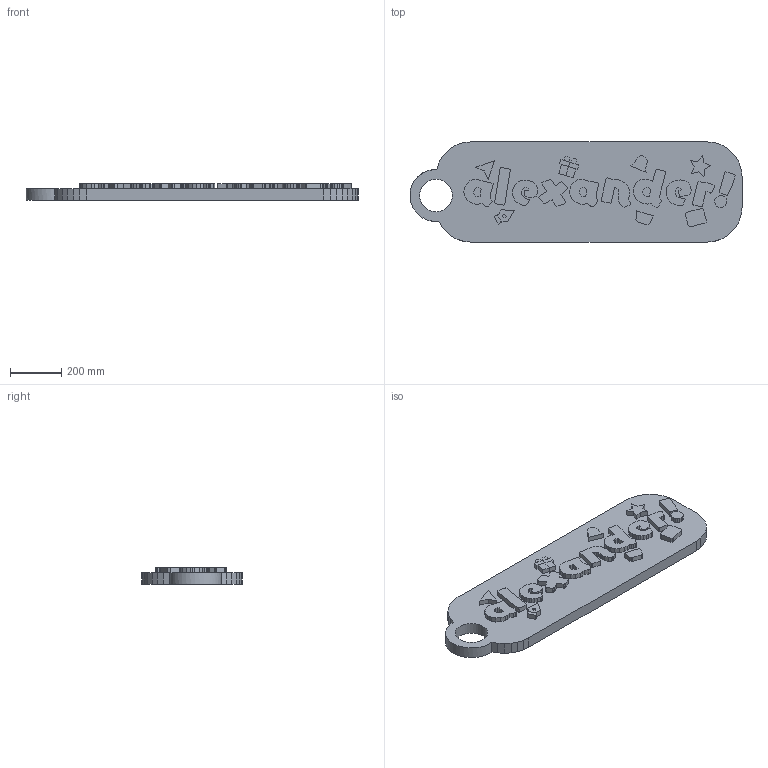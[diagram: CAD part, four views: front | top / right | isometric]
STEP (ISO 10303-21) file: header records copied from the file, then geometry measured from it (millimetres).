
FILE_DESCRIPTION(/* description */ ('STEP AP242 Edition 2','CAx-IF Rec.Pracs.---Representation and Presentation of Product Manufacturing Information (PMI)---4.0---2014-10-13','CAx-IF Rec.Pracs.---3D Tessellated Geometry---0.4---2014-09-14','2;1','CAx-IF Rec.Pracs.---User Defined Attributes---1.5---2016-08-15'),/* implementation_level */ '2;1');
FILE_NAME(/* name */ '6940c1cfc49a58a43ee8cb3c',/* time_stamp */ '2025-12-16T02:20:00Z',/* author */ (''),/* organization */ (''),/* preprocessor_version */ 'ST-DEVELOPER v20',/* originating_system */ 'ONSHAPE BY PTC INC, 1.208',/* authorisation */ ' ');
FILE_SCHEMA (('AP242_MANAGED_MODEL_BASED_3D_ENGINEERING_MIM_LF { 1 0 10303 442 3 1 4 }'));
Length unit declared in the file: metre
Products named in the file (29): Part 2; Part 28; Part 29; Part 27; Part 26; Part 25; Part 24; Part 22; Part 23; Part 20; Part 21; Part 18; Part 19; Part 17; Part 16; Part 15; Part 14; Part 13; Part 12; Part 11; Part 10; Part 9; Part 8; Part 7; Part 6; Part 5; Part 3; Part 4; Part 1
Bounding box: 1297.38 x 391.09 x 65.85 mm (x, y, z)
Volume: 22638635.4 mm3; surface area: 1779523.2 mm2
Topology: 29 solids, 29 shells, 1009 faces, 2853 edges, 1902 vertices
Faces by surface type: plane 1007, cylinder 2
Full cylindrical faces by diameter (mm): 127 x1, 203.2 x1
Entity records: 32774 total; most frequent: CARTESIAN_POINT 5789, ORIENTED_EDGE 5700, DIRECTION 4931, EDGE_CURVE 2850, LINE 2845, VECTOR 2845, VERTEX_POINT 1901, EDGE_LOOP 1057
